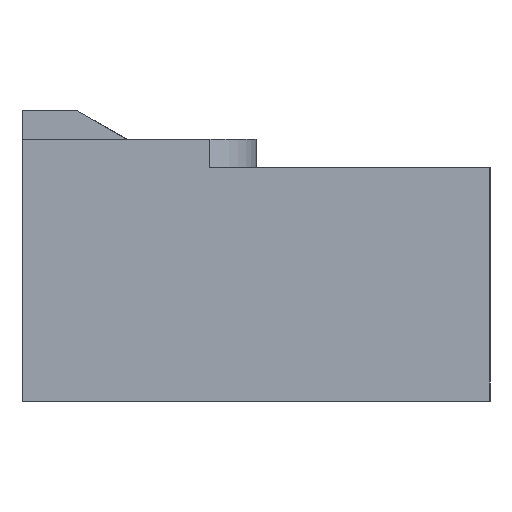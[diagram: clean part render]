
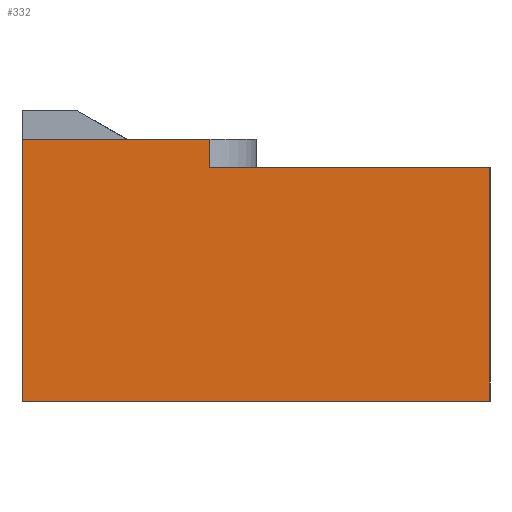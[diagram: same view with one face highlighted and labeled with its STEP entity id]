
A CAD part, left-side view. The second image highlights one B-rep face of the part: STEP entity #332.
In plain terms, the highlighted planar face has unit normal (-1, 0, 0).
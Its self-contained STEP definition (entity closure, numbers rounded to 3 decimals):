
#332=ADVANCED_FACE('',(#415),#396,.T.);
#396=PLANE('',#1096);
#415=FACE_OUTER_BOUND('',#451,.T.);
#451=EDGE_LOOP('',(#612,#613,#614,#615,#616,#617));
#612=ORIENTED_EDGE('',*,*,#912,.T.);
#613=ORIENTED_EDGE('',*,*,#887,.T.);
#614=ORIENTED_EDGE('',*,*,#910,.T.);
#615=ORIENTED_EDGE('',*,*,#913,.F.);
#616=ORIENTED_EDGE('',*,*,#914,.T.);
#617=ORIENTED_EDGE('',*,*,#898,.F.);
#782=VERTEX_POINT('',#1532);
#783=VERTEX_POINT('',#1534);
#792=VERTEX_POINT('',#1554);
#793=VERTEX_POINT('',#1556);
#803=VERTEX_POINT('',#1578);
#804=VERTEX_POINT('',#1584);
#887=EDGE_CURVE('',#783,#782,#980,.T.);
#898=EDGE_CURVE('',#792,#793,#991,.T.);
#910=EDGE_CURVE('',#782,#803,#996,.T.);
#912=EDGE_CURVE('',#792,#783,#998,.T.);
#913=EDGE_CURVE('',#804,#803,#999,.T.);
#914=EDGE_CURVE('',#804,#793,#1000,.T.);
#980=LINE('',#1533,#1033);
#991=LINE('',#1555,#1044);
#996=LINE('',#1579,#1049);
#998=LINE('',#1582,#1051);
#999=LINE('',#1583,#1052);
#1000=LINE('',#1585,#1053);
#1033=VECTOR('',#1237,1.);
#1044=VECTOR('',#1250,1.);
#1049=VECTOR('',#1271,1.);
#1051=VECTOR('',#1275,1.);
#1052=VECTOR('',#1276,1.);
#1053=VECTOR('',#1277,1.);
#1096=AXIS2_PLACEMENT_3D('',#1586,#1278,#1279);
#1237=DIRECTION('',(0.,0.,1.));
#1250=DIRECTION('',(0.,0.,1.));
#1271=DIRECTION('',(0.,1.,0.));
#1275=DIRECTION('',(0.,-1.,0.));
#1276=DIRECTION('',(0.,0.,-1.));
#1277=DIRECTION('',(0.,1.,0.));
#1278=DIRECTION('',(-1.,0.,0.));
#1279=DIRECTION('',(0.,0.,1.));
#1532=CARTESIAN_POINT('',(-50.,-25.,25.));
#1533=CARTESIAN_POINT('',(-50.,-25.,0.));
#1534=CARTESIAN_POINT('',(-50.,-25.,0.));
#1554=CARTESIAN_POINT('',(-50.,25.,0.));
#1555=CARTESIAN_POINT('',(-50.,25.,0.));
#1556=CARTESIAN_POINT('',(-50.,25.,28.));
#1578=CARTESIAN_POINT('',(-50.,5.,25.));
#1579=CARTESIAN_POINT('',(-50.,0.,25.));
#1582=CARTESIAN_POINT('',(-50.,0.,0.));
#1583=CARTESIAN_POINT('',(-50.,5.,28.));
#1584=CARTESIAN_POINT('',(-50.,5.,28.));
#1585=CARTESIAN_POINT('',(-50.,5.,28.));
#1586=CARTESIAN_POINT('',(-50.,0.,0.));
